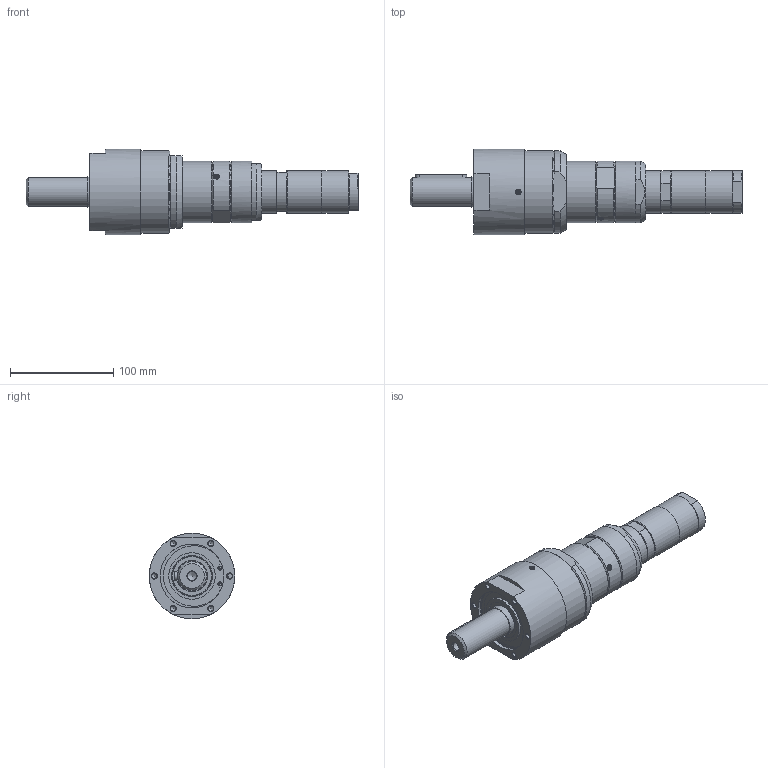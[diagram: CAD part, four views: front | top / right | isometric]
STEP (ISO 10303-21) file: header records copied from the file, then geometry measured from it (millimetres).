
FILE_DESCRIPTION(/* description */ (''),/* implementation_level */ '2;1');
FILE_NAME(/* name */ 'MRD 38-15_60008867.stp',/* time_stamp */ '2018-06-07T15:14:52+02:00',/* author */ ('FLambert'),/* organization */ (''),/* preprocessor_version */ 'ST-DEVELOPER v17',/* originating_system */ 'Autodesk Inventor 2018',/* authorisation */ '');
FILE_SCHEMA (('AUTOMOTIVE_DESIGN { 1 0 10303 214 3 1 1 }'));
Length unit declared in the file: millimetre
Products named in the file (1): MRD 38-15_60008867
Bounding box: 322 x 83 x 83 mm (x, y, z)
Volume: 818346.1 mm3; surface area: 84626.6 mm2
Topology: 1 solids, 57 shells, 595 faces, 1385 edges, 934 vertices
Faces by surface type: cylinder 274, plane 250, cone 52, torus 8, bspline 7, sphere 4
Full cylindrical faces by diameter (mm): 1.55 x4, 3.3 x2, 3.6 x2, 4 x4, 4.917 x6, 5 x2, 5.5 x2, 8.376 x1, 11.445 x3, 28 x1, 30 x2, 38 x1, 38.07 x1, 40 x1, 41.5 x3, 42 x1, 45 x1, 50.178 x1, 50.376 x1, 60 x2, 62 x2, 65 x1, 67 x1, 67.4 x1, 68.178 x1, 68.376 x1, 70 x1, 80 x1, 83 x1
Entity records: 18063 total; most frequent: CARTESIAN_POINT 3403, DIRECTION 3205, ORIENTED_EDGE 2754, EDGE_CURVE 1377, AXIS2_PLACEMENT_3D 1319, VERTEX_POINT 934, CIRCLE 730, EDGE_LOOP 649
